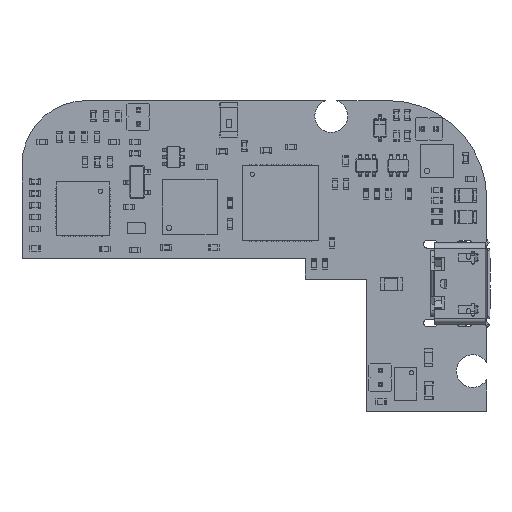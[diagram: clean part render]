
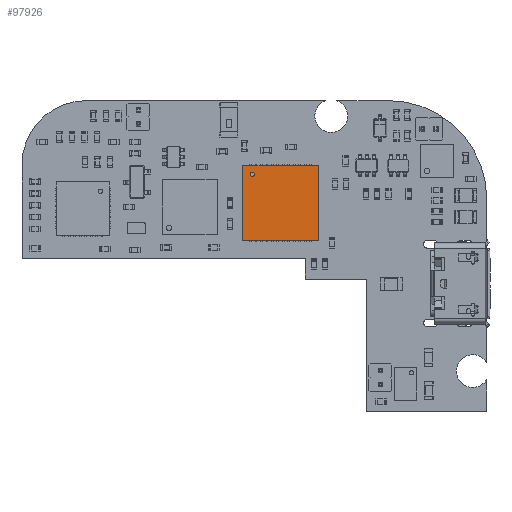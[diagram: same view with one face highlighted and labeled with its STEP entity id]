
A CAD part, top view. The second image highlights one B-rep face of the part: STEP entity #97926.
In plain terms, the highlighted planar face has unit normal (0, 0, 1).
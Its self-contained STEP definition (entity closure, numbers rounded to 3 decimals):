
#78089 = PLANE('',#78090);
#78090 = AXIS2_PLACEMENT_3D('',#78091,#78092,#78093);
#78091 = CARTESIAN_POINT('',(-3.45,3.45,0.1));
#78092 = DIRECTION('',(0.,-1.,0.));
#78093 = DIRECTION('',(0.,0.,1.));
#78117 = PLANE('',#78118);
#78118 = AXIS2_PLACEMENT_3D('',#78119,#78120,#78121);
#78119 = CARTESIAN_POINT('',(-3.45,3.45,0.1));
#78120 = DIRECTION('',(1.,0.,0.));
#78121 = DIRECTION('',(0.,0.,1.));
#79429 = PLANE('',#79430);
#79430 = AXIS2_PLACEMENT_3D('',#79431,#79432,#79433);
#79431 = CARTESIAN_POINT('',(-3.45,-3.45,0.1));
#79432 = DIRECTION('',(0.,-1.,0.));
#79433 = DIRECTION('',(0.,0.,1.));
#80741 = PLANE('',#80742);
#80742 = AXIS2_PLACEMENT_3D('',#80743,#80744,#80745);
#80743 = CARTESIAN_POINT('',(3.45,3.45,0.1));
#80744 = DIRECTION('',(1.,0.,0.));
#80745 = DIRECTION('',(0.,0.,1.));
#83329 = EDGE_CURVE('',#83330,#83332,#83334,.T.);
#83330 = VERTEX_POINT('',#83331);
#83331 = CARTESIAN_POINT('',(-3.45,3.45,1.1));
#83332 = VERTEX_POINT('',#83333);
#83333 = CARTESIAN_POINT('',(3.45,3.45,1.1));
#83334 = SURFACE_CURVE('',#83335,(#83339,#83346),.PCURVE_S1.);
#83335 = LINE('',#83336,#83337);
#83336 = CARTESIAN_POINT('',(-3.45,3.45,1.1));
#83337 = VECTOR('',#83338,1.);
#83338 = DIRECTION('',(1.,0.,0.));
#83339 = PCURVE('',#78089,#83340);
#83340 = DEFINITIONAL_REPRESENTATION('',(#83341),#83345);
#83341 = LINE('',#83342,#83343);
#83342 = CARTESIAN_POINT('',(1.,0.));
#83343 = VECTOR('',#83344,1.);
#83344 = DIRECTION('',(0.,-1.));
#83345 = ( GEOMETRIC_REPRESENTATION_CONTEXT(2) 
PARAMETRIC_REPRESENTATION_CONTEXT() REPRESENTATION_CONTEXT('2D SPACE',''
  ) );
#83346 = PCURVE('',#83347,#83352);
#83347 = PLANE('',#83348);
#83348 = AXIS2_PLACEMENT_3D('',#83349,#83350,#83351);
#83349 = CARTESIAN_POINT('',(-3.45,3.45,1.1));
#83350 = DIRECTION('',(0.,0.,1.));
#83351 = DIRECTION('',(0.,-1.,0.));
#83352 = DEFINITIONAL_REPRESENTATION('',(#83353),#83357);
#83353 = LINE('',#83354,#83355);
#83354 = CARTESIAN_POINT('',(0.,0.));
#83355 = VECTOR('',#83356,1.);
#83356 = DIRECTION('',(0.,1.));
#83357 = ( GEOMETRIC_REPRESENTATION_CONTEXT(2) 
PARAMETRIC_REPRESENTATION_CONTEXT() REPRESENTATION_CONTEXT('2D SPACE',''
  ) );
#84283 = EDGE_CURVE('',#83330,#84284,#84286,.T.);
#84284 = VERTEX_POINT('',#84285);
#84285 = CARTESIAN_POINT('',(-3.45,-3.45,1.1));
#84286 = SURFACE_CURVE('',#84287,(#84291,#84298),.PCURVE_S1.);
#84287 = LINE('',#84288,#84289);
#84288 = CARTESIAN_POINT('',(-3.45,3.45,1.1));
#84289 = VECTOR('',#84290,1.);
#84290 = DIRECTION('',(0.,-1.,0.));
#84291 = PCURVE('',#78117,#84292);
#84292 = DEFINITIONAL_REPRESENTATION('',(#84293),#84297);
#84293 = LINE('',#84294,#84295);
#84294 = CARTESIAN_POINT('',(1.,0.));
#84295 = VECTOR('',#84296,1.);
#84296 = DIRECTION('',(0.,1.));
#84297 = ( GEOMETRIC_REPRESENTATION_CONTEXT(2) 
PARAMETRIC_REPRESENTATION_CONTEXT() REPRESENTATION_CONTEXT('2D SPACE',''
  ) );
#84298 = PCURVE('',#83347,#84299);
#84299 = DEFINITIONAL_REPRESENTATION('',(#84300),#84304);
#84300 = LINE('',#84301,#84302);
#84301 = CARTESIAN_POINT('',(0.,0.));
#84302 = VECTOR('',#84303,1.);
#84303 = DIRECTION('',(1.,0.));
#84304 = ( GEOMETRIC_REPRESENTATION_CONTEXT(2) 
PARAMETRIC_REPRESENTATION_CONTEXT() REPRESENTATION_CONTEXT('2D SPACE',''
  ) );
#90656 = EDGE_CURVE('',#83332,#90657,#90659,.T.);
#90657 = VERTEX_POINT('',#90658);
#90658 = CARTESIAN_POINT('',(3.45,-3.45,1.1));
#90659 = SURFACE_CURVE('',#90660,(#90664,#90671),.PCURVE_S1.);
#90660 = LINE('',#90661,#90662);
#90661 = CARTESIAN_POINT('',(3.45,3.45,1.1));
#90662 = VECTOR('',#90663,1.);
#90663 = DIRECTION('',(0.,-1.,0.));
#90664 = PCURVE('',#80741,#90665);
#90665 = DEFINITIONAL_REPRESENTATION('',(#90666),#90670);
#90666 = LINE('',#90667,#90668);
#90667 = CARTESIAN_POINT('',(1.,0.));
#90668 = VECTOR('',#90669,1.);
#90669 = DIRECTION('',(0.,1.));
#90670 = ( GEOMETRIC_REPRESENTATION_CONTEXT(2) 
PARAMETRIC_REPRESENTATION_CONTEXT() REPRESENTATION_CONTEXT('2D SPACE',''
  ) );
#90671 = PCURVE('',#83347,#90672);
#90672 = DEFINITIONAL_REPRESENTATION('',(#90673),#90677);
#90673 = LINE('',#90674,#90675);
#90674 = CARTESIAN_POINT('',(0.,6.9));
#90675 = VECTOR('',#90676,1.);
#90676 = DIRECTION('',(1.,0.));
#90677 = ( GEOMETRIC_REPRESENTATION_CONTEXT(2) 
PARAMETRIC_REPRESENTATION_CONTEXT() REPRESENTATION_CONTEXT('2D SPACE',''
  ) );
#91579 = EDGE_CURVE('',#84284,#90657,#91580,.T.);
#91580 = SURFACE_CURVE('',#91581,(#91585,#91592),.PCURVE_S1.);
#91581 = LINE('',#91582,#91583);
#91582 = CARTESIAN_POINT('',(-3.45,-3.45,1.1));
#91583 = VECTOR('',#91584,1.);
#91584 = DIRECTION('',(1.,0.,0.));
#91585 = PCURVE('',#79429,#91586);
#91586 = DEFINITIONAL_REPRESENTATION('',(#91587),#91591);
#91587 = LINE('',#91588,#91589);
#91588 = CARTESIAN_POINT('',(1.,0.));
#91589 = VECTOR('',#91590,1.);
#91590 = DIRECTION('',(0.,-1.));
#91591 = ( GEOMETRIC_REPRESENTATION_CONTEXT(2) 
PARAMETRIC_REPRESENTATION_CONTEXT() REPRESENTATION_CONTEXT('2D SPACE',''
  ) );
#91592 = PCURVE('',#83347,#91593);
#91593 = DEFINITIONAL_REPRESENTATION('',(#91594),#91598);
#91594 = LINE('',#91595,#91596);
#91595 = CARTESIAN_POINT('',(6.9,0.));
#91596 = VECTOR('',#91597,1.);
#91597 = DIRECTION('',(0.,1.));
#91598 = ( GEOMETRIC_REPRESENTATION_CONTEXT(2) 
PARAMETRIC_REPRESENTATION_CONTEXT() REPRESENTATION_CONTEXT('2D SPACE',''
  ) );
#97926 = ADVANCED_FACE('',(#97927,#97933),#83347,.T.);
#97927 = FACE_BOUND('',#97928,.T.);
#97928 = EDGE_LOOP('',(#97929,#97930,#97931,#97932));
#97929 = ORIENTED_EDGE('',*,*,#83329,.F.);
#97930 = ORIENTED_EDGE('',*,*,#84283,.T.);
#97931 = ORIENTED_EDGE('',*,*,#91579,.T.);
#97932 = ORIENTED_EDGE('',*,*,#90656,.F.);
#97933 = FACE_BOUND('',#97934,.T.);
#97934 = EDGE_LOOP('',(#97935));
#97935 = ORIENTED_EDGE('',*,*,#97936,.T.);
#97936 = EDGE_CURVE('',#97937,#97937,#97939,.T.);
#97937 = VERTEX_POINT('',#97938);
#97938 = CARTESIAN_POINT('',(-2.6,2.4,1.1));
#97939 = SURFACE_CURVE('',#97940,(#97945,#97956),.PCURVE_S1.);
#97940 = CIRCLE('',#97941,0.2);
#97941 = AXIS2_PLACEMENT_3D('',#97942,#97943,#97944);
#97942 = CARTESIAN_POINT('',(-2.6,2.6,1.1));
#97943 = DIRECTION('',(-0.,0.,-1.));
#97944 = DIRECTION('',(0.,-1.,0.));
#97945 = PCURVE('',#83347,#97946);
#97946 = DEFINITIONAL_REPRESENTATION('',(#97947),#97955);
#97947 = ( BOUNDED_CURVE() B_SPLINE_CURVE(2,(#97948,#97949,#97950,#97951
    ,#97952,#97953,#97954),.UNSPECIFIED.,.T.,.F.) 
B_SPLINE_CURVE_WITH_KNOTS((1,2,2,2,2,1),(-2.094,0.,
    2.094,4.189,6.283,8.378),
.UNSPECIFIED.) CURVE() GEOMETRIC_REPRESENTATION_ITEM() 
RATIONAL_B_SPLINE_CURVE((1.,0.5,1.,0.5,1.,0.5,1.)) REPRESENTATION_ITEM(
  '') );
#97948 = CARTESIAN_POINT('',(1.05,0.85));
#97949 = CARTESIAN_POINT('',(1.05,0.504));
#97950 = CARTESIAN_POINT('',(0.75,0.677));
#97951 = CARTESIAN_POINT('',(0.45,0.85));
#97952 = CARTESIAN_POINT('',(0.75,1.023));
#97953 = CARTESIAN_POINT('',(1.05,1.196));
#97954 = CARTESIAN_POINT('',(1.05,0.85));
#97955 = ( GEOMETRIC_REPRESENTATION_CONTEXT(2) 
PARAMETRIC_REPRESENTATION_CONTEXT() REPRESENTATION_CONTEXT('2D SPACE',''
  ) );
#97956 = PCURVE('',#97957,#97962);
#97957 = CYLINDRICAL_SURFACE('',#97958,0.2);
#97958 = AXIS2_PLACEMENT_3D('',#97959,#97960,#97961);
#97959 = CARTESIAN_POINT('',(-2.6,2.6,1.2));
#97960 = DIRECTION('',(0.,0.,-1.));
#97961 = DIRECTION('',(0.,-1.,-0.));
#97962 = DEFINITIONAL_REPRESENTATION('',(#97963),#97967);
#97963 = LINE('',#97964,#97965);
#97964 = CARTESIAN_POINT('',(0.,0.1));
#97965 = VECTOR('',#97966,1.);
#97966 = DIRECTION('',(1.,0.));
#97967 = ( GEOMETRIC_REPRESENTATION_CONTEXT(2) 
PARAMETRIC_REPRESENTATION_CONTEXT() REPRESENTATION_CONTEXT('2D SPACE',''
  ) );
